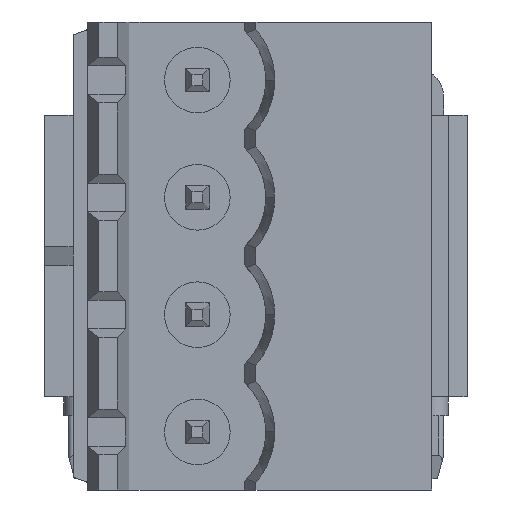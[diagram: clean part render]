
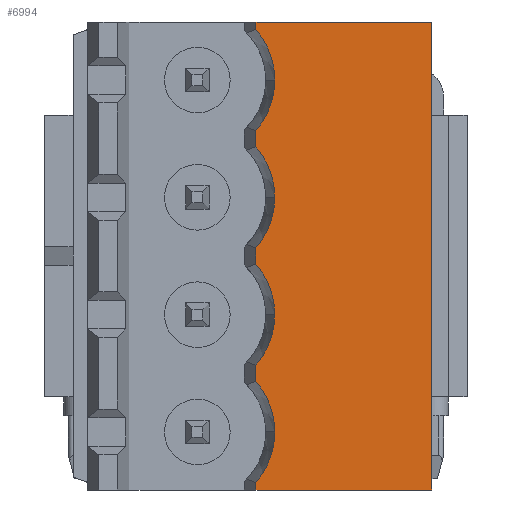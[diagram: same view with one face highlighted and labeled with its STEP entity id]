
A CAD part, left-side view. The second image highlights one B-rep face of the part: STEP entity #6994.
In plain terms, the highlighted planar face has unit normal (-1, 0, 0).
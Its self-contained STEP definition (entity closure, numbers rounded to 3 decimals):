
#59 = LINE ( 'NONE', #1251, #8294 ) ;
#76 = ORIENTED_EDGE ( 'NONE', *, *, #11707, .T. ) ;
#92 = EDGE_CURVE ( 'NONE', #10516, #8074, #59, .T. ) ;
#114 = DIRECTION ( 'NONE',  ( 1., 0., 0. ) ) ;
#210 = CARTESIAN_POINT ( 'NONE',  ( -28.95, 102.85, 7.154 ) ) ;
#312 = AXIS2_PLACEMENT_3D ( 'NONE', #2537, #9238, #10198 ) ;
#501 = CARTESIAN_POINT ( 'NONE',  ( -28.95, 105.35, 5. ) ) ;
#522 = LINE ( 'NONE', #10928, #8901 ) ;
#585 = VERTEX_POINT ( 'NONE', #3534 ) ;
#826 = EDGE_CURVE ( 'NONE', #12028, #902, #2198, .T. ) ;
#840 = CARTESIAN_POINT ( 'NONE',  ( -28.95, 102.85, -2.846 ) ) ;
#842 = VERTEX_POINT ( 'NONE', #210 ) ;
#881 = EDGE_CURVE ( 'NONE', #7265, #4944, #8345, .T. ) ;
#888 = CARTESIAN_POINT ( 'NONE',  ( -28.95, 102.05, 5. ) ) ;
#902 = VERTEX_POINT ( 'NONE', #11876 ) ;
#981 = DIRECTION ( 'NONE',  ( 0., -1., 0. ) ) ;
#1220 = DIRECTION ( 'NONE',  ( 0., 0., -1. ) ) ;
#1251 = CARTESIAN_POINT ( 'NONE',  ( -28.95, 102.85, -7.5 ) ) ;
#1409 = CARTESIAN_POINT ( 'NONE',  ( -28.95, 102.85, -7.154 ) ) ;
#1429 = ORIENTED_EDGE ( 'NONE', *, *, #4345, .T. ) ;
#1603 = ORIENTED_EDGE ( 'NONE', *, *, #4752, .T. ) ;
#1646 = EDGE_CURVE ( 'NONE', #2230, #842, #522, .T. ) ;
#1678 = ORIENTED_EDGE ( 'NONE', *, *, #8576, .T. ) ;
#1797 = VECTOR ( 'NONE', #6032, 1000. ) ;
#2087 = CARTESIAN_POINT ( 'NONE',  ( -28.95, 106.85, 12.475 ) ) ;
#2196 = CARTESIAN_POINT ( 'NONE',  ( -28.95, 105.35, -5. ) ) ;
#2198 = LINE ( 'NONE', #2087, #4611 ) ;
#2218 = DIRECTION ( 'NONE',  ( 0., 0., -1. ) ) ;
#2230 = VERTEX_POINT ( 'NONE', #11738 ) ;
#2304 = EDGE_CURVE ( 'NONE', #12117, #4944, #5577, .T. ) ;
#2309 = CIRCLE ( 'NONE', #9124, 3.3 ) ;
#2496 = CARTESIAN_POINT ( 'NONE',  ( -28.95, 102.85, 12.154 ) ) ;
#2537 = CARTESIAN_POINT ( 'NONE',  ( -28.95, 20., -7.5 ) ) ;
#2633 = ORIENTED_EDGE ( 'NONE', *, *, #9791, .T. ) ;
#2689 = AXIS2_PLACEMENT_3D ( 'NONE', #2196, #7003, #11740 ) ;
#2885 = DIRECTION ( 'NONE',  ( 0., -1., 0. ) ) ;
#3049 = FACE_OUTER_BOUND ( 'NONE', #8313, .T. ) ;
#3179 = DIRECTION ( 'NONE',  ( 0., -1., 0. ) ) ;
#3187 = CIRCLE ( 'NONE', #5628, 3.3 ) ;
#3196 = DIRECTION ( 'NONE',  ( 0., 0., -1. ) ) ;
#3287 = CARTESIAN_POINT ( 'NONE',  ( -28.95, 102.85, 3.5 ) ) ;
#3316 = CARTESIAN_POINT ( 'NONE',  ( -28.95, 102.85, -7.475 ) ) ;
#3412 = CARTESIAN_POINT ( 'NONE',  ( -28.95, 105.35, 5. ) ) ;
#3439 = ORIENTED_EDGE ( 'NONE', *, *, #7406, .T. ) ;
#3534 = CARTESIAN_POINT ( 'NONE',  ( -28.95, 102.05, 0. ) ) ;
#3607 = AXIS2_PLACEMENT_3D ( 'NONE', #9553, #9474, #4833 ) ;
#3692 = EDGE_CURVE ( 'NONE', #9045, #2230, #5453, .T. ) ;
#3800 = CIRCLE ( 'NONE', #2689, 3.3 ) ;
#3808 = DIRECTION ( 'NONE',  ( 0., 0., -1. ) ) ;
#3897 = LINE ( 'NONE', #11355, #6104 ) ;
#4065 = DIRECTION ( 'NONE',  ( 0., 1., 0. ) ) ;
#4225 = DIRECTION ( 'NONE',  ( 1., 0., 0. ) ) ;
#4243 = AXIS2_PLACEMENT_3D ( 'NONE', #501, #4225, #3179 ) ;
#4272 = EDGE_CURVE ( 'NONE', #8552, #9481, #8402, .T. ) ;
#4345 = EDGE_CURVE ( 'NONE', #12117, #902, #6887, .T. ) ;
#4470 = VECTOR ( 'NONE', #3196, 1000. ) ;
#4515 = CIRCLE ( 'NONE', #4243, 3.3 ) ;
#4611 = VECTOR ( 'NONE', #11675, 1000. ) ;
#4668 = EDGE_CURVE ( 'NONE', #12028, #12074, #11208, .T. ) ;
#4673 = VECTOR ( 'NONE', #4065, 1000. ) ;
#4752 = EDGE_CURVE ( 'NONE', #8347, #8552, #3897, .T. ) ;
#4781 = CIRCLE ( 'NONE', #11974, 3.3 ) ;
#4833 = DIRECTION ( 'NONE',  ( 0., -1., 0. ) ) ;
#4944 = VERTEX_POINT ( 'NONE', #3316 ) ;
#5179 = PLANE ( 'NONE',  #312 ) ;
#5452 = AXIS2_PLACEMENT_3D ( 'NONE', #5771, #5813, #6749 ) ;
#5453 = CIRCLE ( 'NONE', #3607, 3.3 ) ;
#5556 = CARTESIAN_POINT ( 'NONE',  ( -28.95, 102.85, 2.846 ) ) ;
#5577 = LINE ( 'NONE', #8821, #4673 ) ;
#5628 = AXIS2_PLACEMENT_3D ( 'NONE', #6556, #7476, #12364 ) ;
#5663 = ORIENTED_EDGE ( 'NONE', *, *, #92, .T. ) ;
#5683 = CARTESIAN_POINT ( 'NONE',  ( -28.95, 102.85, -7.5 ) ) ;
#5767 = VERTEX_POINT ( 'NONE', #888 ) ;
#5771 = CARTESIAN_POINT ( 'NONE',  ( -28.95, 105.35, -5. ) ) ;
#5813 = DIRECTION ( 'NONE',  ( 1., 0., 0. ) ) ;
#6015 = ORIENTED_EDGE ( 'NONE', *, *, #2304, .F. ) ;
#6032 = DIRECTION ( 'NONE',  ( 0., 0., 1. ) ) ;
#6104 = VECTOR ( 'NONE', #3808, 1000. ) ;
#6296 = DIRECTION ( 'NONE',  ( 1., 0., 0. ) ) ;
#6556 = CARTESIAN_POINT ( 'NONE',  ( -28.95, 105.35, 10. ) ) ;
#6622 = ORIENTED_EDGE ( 'NONE', *, *, #826, .F. ) ;
#6720 = CARTESIAN_POINT ( 'NONE',  ( -28.95, 105.35, 0. ) ) ;
#6738 = EDGE_CURVE ( 'NONE', #585, #8347, #2309, .T. ) ;
#6749 = DIRECTION ( 'NONE',  ( 0., -1., 0. ) ) ;
#6887 = LINE ( 'NONE', #7793, #1797 ) ;
#6994 = ADVANCED_FACE ( 'NONE', ( #3049 ), #5179, .T. ) ;
#7003 = DIRECTION ( 'NONE',  ( 1., 0., 0. ) ) ;
#7163 = CARTESIAN_POINT ( 'NONE',  ( -28.95, 102.85, -2.154 ) ) ;
#7206 = CARTESIAN_POINT ( 'NONE',  ( -28.95, 102.05, -5. ) ) ;
#7265 = VERTEX_POINT ( 'NONE', #1409 ) ;
#7280 = DIRECTION ( 'NONE',  ( 0., -1., 0. ) ) ;
#7322 = VECTOR ( 'NONE', #7493, 1000. ) ;
#7406 = EDGE_CURVE ( 'NONE', #12074, #9045, #3187, .T. ) ;
#7476 = DIRECTION ( 'NONE',  ( 1., 0., 0. ) ) ;
#7493 = DIRECTION ( 'NONE',  ( 0., 0., -1. ) ) ;
#7547 = CIRCLE ( 'NONE', #12242, 3.3 ) ;
#7743 = ORIENTED_EDGE ( 'NONE', *, *, #6738, .T. ) ;
#7793 = CARTESIAN_POINT ( 'NONE',  ( -28.95, 95.35, -7.5 ) ) ;
#8074 = VERTEX_POINT ( 'NONE', #10528 ) ;
#8294 = VECTOR ( 'NONE', #2218, 1000. ) ;
#8313 = EDGE_LOOP ( 'NONE', ( #9546, #76, #8468, #6015, #1429, #6622, #11491, #3439, #9809, #9153, #1678, #2633, #5663, #10592, #7743, #1603 ) ) ;
#8345 = LINE ( 'NONE', #3287, #4470 ) ;
#8347 = VERTEX_POINT ( 'NONE', #7163 ) ;
#8402 = CIRCLE ( 'NONE', #5452, 3.3 ) ;
#8468 = ORIENTED_EDGE ( 'NONE', *, *, #881, .T. ) ;
#8552 = VERTEX_POINT ( 'NONE', #840 ) ;
#8576 = EDGE_CURVE ( 'NONE', #842, #5767, #4781, .T. ) ;
#8821 = CARTESIAN_POINT ( 'NONE',  ( -28.95, 107.047, -7.475 ) ) ;
#8901 = VECTOR ( 'NONE', #1220, 1000. ) ;
#9045 = VERTEX_POINT ( 'NONE', #10328 ) ;
#9124 = AXIS2_PLACEMENT_3D ( 'NONE', #6720, #114, #2885 ) ;
#9153 = ORIENTED_EDGE ( 'NONE', *, *, #1646, .T. ) ;
#9238 = DIRECTION ( 'NONE',  ( -1., 0., 0. ) ) ;
#9392 = CARTESIAN_POINT ( 'NONE',  ( -28.95, 105.35, 0. ) ) ;
#9474 = DIRECTION ( 'NONE',  ( 1., 0., 0. ) ) ;
#9481 = VERTEX_POINT ( 'NONE', #7206 ) ;
#9546 = ORIENTED_EDGE ( 'NONE', *, *, #4272, .T. ) ;
#9553 = CARTESIAN_POINT ( 'NONE',  ( -28.95, 105.35, 10. ) ) ;
#9791 = EDGE_CURVE ( 'NONE', #5767, #10516, #4515, .T. ) ;
#9809 = ORIENTED_EDGE ( 'NONE', *, *, #3692, .T. ) ;
#10198 = DIRECTION ( 'NONE',  ( 0., 0., 1. ) ) ;
#10260 = DIRECTION ( 'NONE',  ( 1., 0., 0. ) ) ;
#10328 = CARTESIAN_POINT ( 'NONE',  ( -28.95, 102.05, 10. ) ) ;
#10516 = VERTEX_POINT ( 'NONE', #5556 ) ;
#10528 = CARTESIAN_POINT ( 'NONE',  ( -28.95, 102.85, 2.154 ) ) ;
#10592 = ORIENTED_EDGE ( 'NONE', *, *, #11056, .T. ) ;
#10928 = CARTESIAN_POINT ( 'NONE',  ( -28.95, 102.85, -7.5 ) ) ;
#11056 = EDGE_CURVE ( 'NONE', #8074, #585, #7547, .T. ) ;
#11208 = LINE ( 'NONE', #5683, #7322 ) ;
#11355 = CARTESIAN_POINT ( 'NONE',  ( -28.95, 102.85, -7.5 ) ) ;
#11491 = ORIENTED_EDGE ( 'NONE', *, *, #4668, .T. ) ;
#11675 = DIRECTION ( 'NONE',  ( 0., -1., 0. ) ) ;
#11707 = EDGE_CURVE ( 'NONE', #9481, #7265, #3800, .T. ) ;
#11738 = CARTESIAN_POINT ( 'NONE',  ( -28.95, 102.85, 7.846 ) ) ;
#11740 = DIRECTION ( 'NONE',  ( 0., -1., 0. ) ) ;
#11876 = CARTESIAN_POINT ( 'NONE',  ( -28.95, 95.35, 12.475 ) ) ;
#11974 = AXIS2_PLACEMENT_3D ( 'NONE', #3412, #6296, #981 ) ;
#12028 = VERTEX_POINT ( 'NONE', #12148 ) ;
#12074 = VERTEX_POINT ( 'NONE', #2496 ) ;
#12117 = VERTEX_POINT ( 'NONE', #12308 ) ;
#12148 = CARTESIAN_POINT ( 'NONE',  ( -28.95, 102.85, 12.475 ) ) ;
#12242 = AXIS2_PLACEMENT_3D ( 'NONE', #9392, #10260, #7280 ) ;
#12308 = CARTESIAN_POINT ( 'NONE',  ( -28.95, 95.35, -7.475 ) ) ;
#12364 = DIRECTION ( 'NONE',  ( 0., -1., 0. ) ) ;
